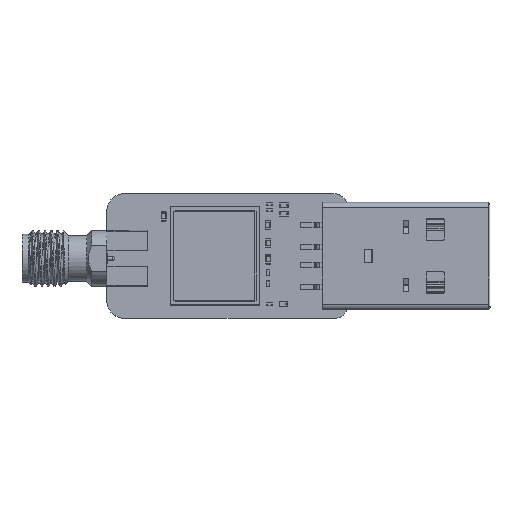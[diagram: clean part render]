
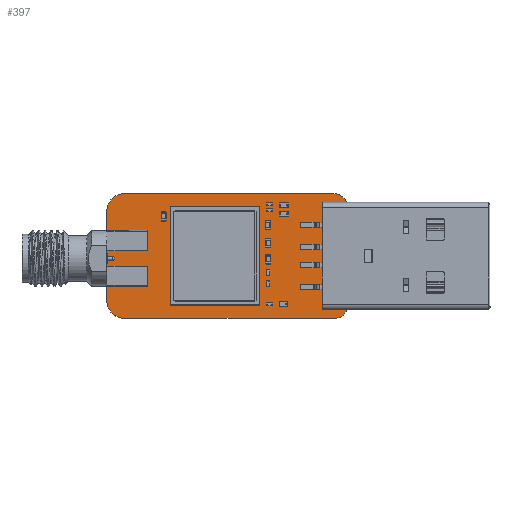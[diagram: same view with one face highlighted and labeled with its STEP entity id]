
A CAD part, top view. The second image highlights one B-rep face of the part: STEP entity #397.
In plain terms, the highlighted planar face has unit normal (0, 0, 1).
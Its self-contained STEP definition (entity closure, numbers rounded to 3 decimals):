
#132 = VERTEX_POINT('',#133);
#133 = CARTESIAN_POINT('',(1.,-5.,1.482));
#139 = EDGE_CURVE('',#132,#140,#142,.T.);
#140 = VERTEX_POINT('',#141);
#141 = CARTESIAN_POINT('',(1.,5.,1.482));
#142 = LINE('',#143,#144);
#143 = CARTESIAN_POINT('',(1.,-5.,1.482));
#144 = VECTOR('',#145,1.);
#145 = DIRECTION('',(0.,1.,0.));
#170 = EDGE_CURVE('',#140,#171,#173,.T.);
#171 = VERTEX_POINT('',#172);
#172 = CARTESIAN_POINT('',(3.,7.,1.482));
#173 = CIRCLE('',#174,2.001);
#174 = AXIS2_PLACEMENT_3D('',#175,#176,#177);
#175 = CARTESIAN_POINT('',(3.001,4.999,1.482));
#176 = DIRECTION('',(0.,0.,-1.));
#177 = DIRECTION('',(-1.,0.,0.));
#203 = EDGE_CURVE('',#171,#204,#206,.T.);
#204 = VERTEX_POINT('',#205);
#205 = CARTESIAN_POINT('',(26.475,7.,1.482));
#206 = LINE('',#207,#208);
#207 = CARTESIAN_POINT('',(3.,7.,1.482));
#208 = VECTOR('',#209,1.);
#209 = DIRECTION('',(1.,0.,0.));
#234 = EDGE_CURVE('',#204,#235,#237,.T.);
#235 = VERTEX_POINT('',#236);
#236 = CARTESIAN_POINT('',(28.05,5.425,1.482));
#237 = CIRCLE('',#238,1.574);
#238 = AXIS2_PLACEMENT_3D('',#239,#240,#241);
#239 = CARTESIAN_POINT('',(26.476,5.426,1.482));
#240 = DIRECTION('',(0.,0.,-1.));
#241 = DIRECTION('',(-0.001,1.,0.));
#267 = EDGE_CURVE('',#235,#268,#270,.T.);
#268 = VERTEX_POINT('',#269);
#269 = CARTESIAN_POINT('',(28.05,-5.5,1.482));
#270 = LINE('',#271,#272);
#271 = CARTESIAN_POINT('',(28.05,5.425,1.482));
#272 = VECTOR('',#273,1.);
#273 = DIRECTION('',(0.,-1.,0.));
#298 = EDGE_CURVE('',#268,#299,#301,.T.);
#299 = VERTEX_POINT('',#300);
#300 = CARTESIAN_POINT('',(26.55,-7.,1.482));
#301 = CIRCLE('',#302,1.499);
#302 = AXIS2_PLACEMENT_3D('',#303,#304,#305);
#303 = CARTESIAN_POINT('',(26.551,-5.501,1.482));
#304 = DIRECTION('',(0.,0.,-1.));
#305 = DIRECTION('',(1.,0.001,0.));
#331 = EDGE_CURVE('',#299,#332,#334,.T.);
#332 = VERTEX_POINT('',#333);
#333 = CARTESIAN_POINT('',(3.,-7.,1.482));
#334 = LINE('',#335,#336);
#335 = CARTESIAN_POINT('',(26.55,-7.,1.482));
#336 = VECTOR('',#337,1.);
#337 = DIRECTION('',(-1.,0.,0.));
#362 = EDGE_CURVE('',#332,#132,#363,.T.);
#363 = CIRCLE('',#364,2.001);
#364 = AXIS2_PLACEMENT_3D('',#365,#366,#367);
#365 = CARTESIAN_POINT('',(3.001,-4.999,1.482));
#366 = DIRECTION('',(0.,0.,-1.));
#367 = DIRECTION('',(0.,-1.,-0.));
#397 = ADVANCED_FACE('',(#398),#408,.F.);
#398 = FACE_BOUND('',#399,.F.);
#399 = EDGE_LOOP('',(#400,#401,#402,#403,#404,#405,#406,#407));
#400 = ORIENTED_EDGE('',*,*,#139,.T.);
#401 = ORIENTED_EDGE('',*,*,#170,.T.);
#402 = ORIENTED_EDGE('',*,*,#203,.T.);
#403 = ORIENTED_EDGE('',*,*,#234,.T.);
#404 = ORIENTED_EDGE('',*,*,#267,.T.);
#405 = ORIENTED_EDGE('',*,*,#298,.T.);
#406 = ORIENTED_EDGE('',*,*,#331,.T.);
#407 = ORIENTED_EDGE('',*,*,#362,.T.);
#408 = PLANE('',#409);
#409 = AXIS2_PLACEMENT_3D('',#410,#411,#412);
#410 = CARTESIAN_POINT('',(14.6,-0.003,1.482)
  );
#411 = DIRECTION('',(-0.,-0.,-1.));
#412 = DIRECTION('',(-1.,0.,0.));
